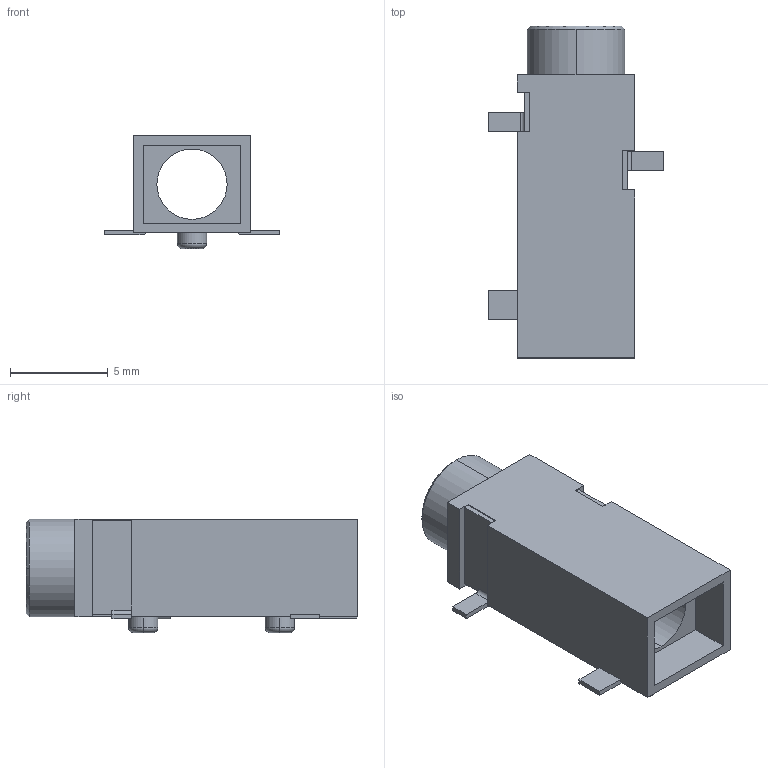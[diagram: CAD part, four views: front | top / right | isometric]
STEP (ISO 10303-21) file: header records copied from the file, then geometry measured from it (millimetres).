
FILE_DESCRIPTION(('FreeCAD Model'),'2;1');
FILE_NAME('Jack-3.5mm-CUI_SJ-3523-SMT-TR.step','2020-11-10T16:05:00',( 'kicad StepUp'),('ksu MCAD'),'Open CASCADE STEP processor 7.3', 'FreeCAD','Unknown');
FILE_SCHEMA(('AUTOMOTIVE_DESIGN { 1 0 10303 214 1 1 1 1 }'));
Length unit declared in the file: millimetre
Products named in the file (1): Jack-3.5mm-CUI_SJ-3523-SMT-TR
Bounding box: 9 x 17 x 5.8 mm (x, y, z)
Volume: 287.8 mm3; surface area: 627.1 mm2
Topology: 1 solids, 1 shells, 69 faces, 180 edges, 116 vertices
Faces by surface type: plane 48, cylinder 13, cone 4, torus 4
Entity records: 4994 total; most frequent: CARTESIAN_POINT 834, DIRECTION 704, LINE 472, VECTOR 472, ORIENTED_EDGE 360, PCURVE 360, DEFINITIONAL_REPRESENTATION 360, EDGE_CURVE 180
